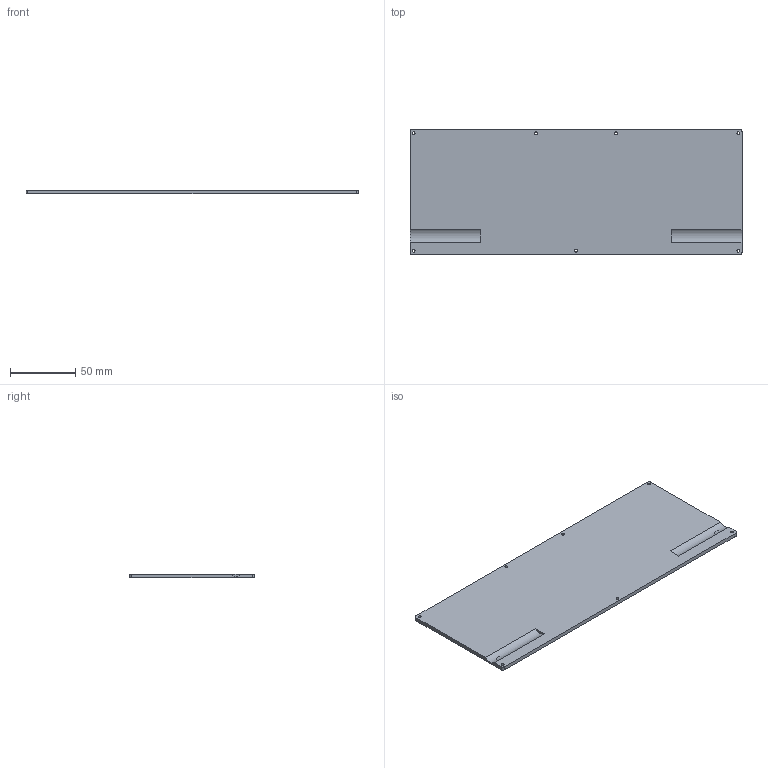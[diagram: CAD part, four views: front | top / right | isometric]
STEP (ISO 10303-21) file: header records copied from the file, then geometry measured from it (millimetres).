
FILE_DESCRIPTION(('FreeCAD Model'),'2;1');
FILE_NAME('Open CASCADE Shape Model','2026-01-17T19:19:44',(''),(''), 'Open CASCADE STEP processor 7.8','FreeCAD','Unknown');
FILE_SCHEMA(('AUTOMOTIVE_DESIGN { 1 0 10303 214 1 1 1 1 }'));
Length unit declared in the file: millimetre
Products named in the file (1): bottom
Bounding box: 254.5 x 95.5 x 3 mm (x, y, z)
Volume: 71001.8 mm3; surface area: 51078.6 mm2
Topology: 1 solids, 1 shells, 42 faces, 92 edges, 59 vertices
Faces by surface type: cylinder 20, plane 15, cone 7
Full cylindrical faces by diameter (mm): 2.2 x7, 10.2 x7
Entity records: 1217 total; most frequent: DIRECTION 225, CARTESIAN_POINT 194, ORIENTED_EDGE 184, EDGE_CURVE 92, AXIS2_PLACEMENT_3D 90, FACE_BOUND 63, EDGE_LOOP 63, VERTEX_POINT 59
